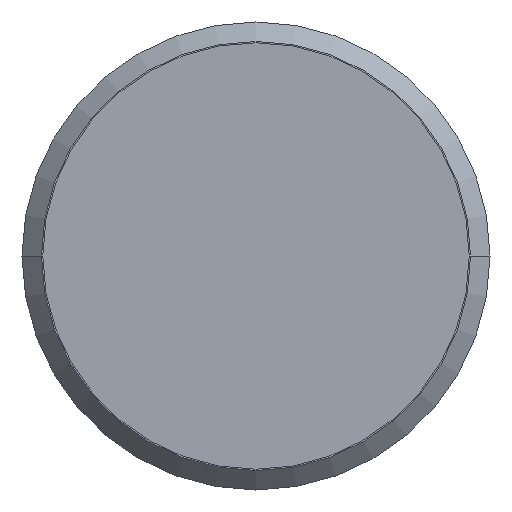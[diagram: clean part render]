
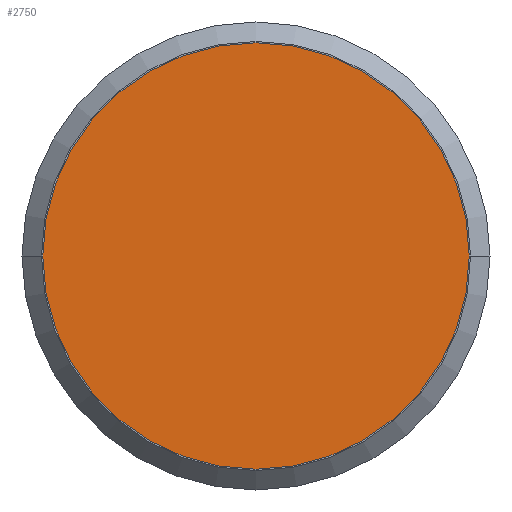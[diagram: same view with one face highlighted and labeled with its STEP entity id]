
A CAD part, front view. The second image highlights one B-rep face of the part: STEP entity #2750.
In plain terms, the highlighted planar face has unit normal (0, -1, 0).
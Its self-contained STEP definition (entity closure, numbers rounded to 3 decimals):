
#962=CARTESIAN_POINT('',(0.,-35.,0.));
#963=DIRECTION('',(0.,-1.,0.));
#964=DIRECTION('',(-1.,0.,0.));
#965=AXIS2_PLACEMENT_3D('',#962,#963,#964);
#967=CARTESIAN_POINT('',(0.,-35.,0.));
#968=DIRECTION('',(0.,-1.,0.));
#969=DIRECTION('',(1.,0.,0.));
#970=AXIS2_PLACEMENT_3D('',#967,#968,#969);
#984=CARTESIAN_POINT('',(-8.2,-35.,0.));
#985=CARTESIAN_POINT('',(8.2,-35.,0.));
#986=VERTEX_POINT('',#984);
#987=VERTEX_POINT('',#985);
#2741=CARTESIAN_POINT('',(0.,-35.,0.));
#2742=DIRECTION('',(0.,-1.,0.));
#2743=DIRECTION('',(-1.,0.,0.));
#2744=AXIS2_PLACEMENT_3D('',#2741,#2742,#2743);
#2745=PLANE('',#2744);
#2746=ORIENTED_EDGE('',*,*,#2707,.F.);
#2747=ORIENTED_EDGE('',*,*,#2728,.F.);
#2748=EDGE_LOOP('',(#2746,#2747));
#2749=FACE_OUTER_BOUND('',#2748,.F.);
#2750=ADVANCED_FACE('',(#2749),#2745,.T.);
#966=CIRCLE('',#965,8.2);
#971=CIRCLE('',#970,8.2);
#2707=EDGE_CURVE('',#986,#987,#966,.T.);
#2728=EDGE_CURVE('',#987,#986,#971,.T.);
